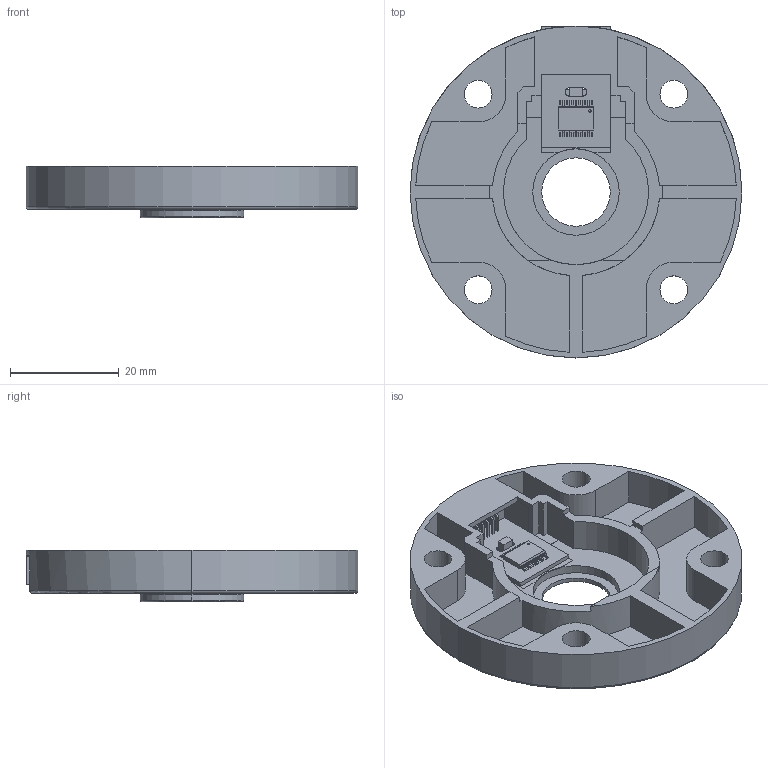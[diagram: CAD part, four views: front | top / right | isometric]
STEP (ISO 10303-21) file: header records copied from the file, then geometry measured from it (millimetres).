
FILE_DESCRIPTION (( 'STEP AP214' ), '1' );
FILE_NAME ('CIM_Coder_256_Encoder.STEP', '2019-02-08T19:53:14', ( '' ), ( '' ), 'SwSTEP 2.0', 'SolidWorks 2017', '' );
FILE_SCHEMA (( 'AUTOMOTIVE_DESIGN' ));
Length unit declared in the file: inch
Products named in the file (8): 3220-10-0200; PCB 256; LED LUMEX SML-LXFP0603 Green; PCB Assembly Face; TSSOP20; 3112H001_01 Housing Model; CIM_Coder_256_Encoder; LED LUMEX SML-LXFP0603 Red
Assembly tree (8 placements, depth 3):
  CIM_Coder_256_Encoder
    3112H001_01 Housing Model
    PCB Assembly Face
      PCB 256
      TSSOP20
      3220-10-0200
      LED LUMEX SML-LXFP0603 Red  x2
      LED LUMEX SML-LXFP0603 Green
Bounding box: 60.96 x 60.96 x 9.53 mm (x, y, z)
Volume: 8782.4 mm3; surface area: 12256.8 mm2
Topology: 19 solids, 19 shells, 1147 faces, 3049 edges, 2000 vertices
Faces by surface type: plane 825, cylinder 170, bspline 145, torus 7
Entity records: 47390 total; most frequent: CARTESIAN_POINT 12527, ORIENTED_EDGE 5966, DIRECTION 5006, EDGE_CURVE 2983, LINE 2344, VECTOR 2344, VERTEX_POINT 1956, AXIS2_PLACEMENT_3D 1331
